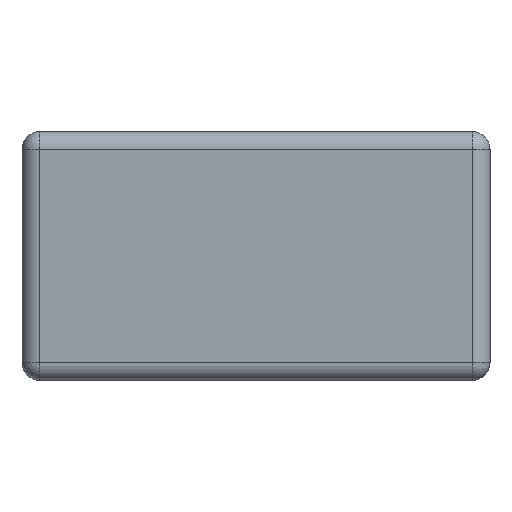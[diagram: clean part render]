
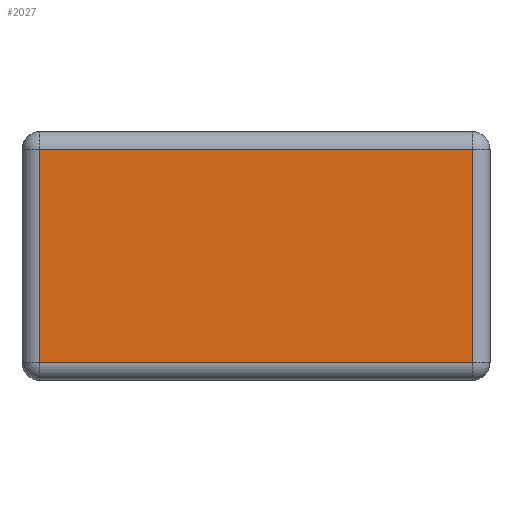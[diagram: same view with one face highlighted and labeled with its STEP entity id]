
A CAD part, left-side view. The second image highlights one B-rep face of the part: STEP entity #2027.
In plain terms, the highlighted planar face has unit normal (-1, 0, 0).
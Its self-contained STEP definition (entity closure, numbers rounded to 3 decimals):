
#195=PLANE('',#2164);
#310=FACE_OUTER_BOUND('',#433,.T.);
#433=EDGE_LOOP('',(#1790,#1791,#1792,#1793));
#578=LINE('',#3703,#737);
#580=LINE('',#3713,#739);
#585=LINE('',#3730,#744);
#587=LINE('',#3733,#746);
#737=VECTOR('',#2495,10.);
#739=VECTOR('',#2507,10.);
#744=VECTOR('',#2526,10.);
#746=VECTOR('',#2530,10.);
#953=VERTEX_POINT('',#3683);
#957=VERTEX_POINT('',#3691);
#961=VERTEX_POINT('',#3706);
#968=VERTEX_POINT('',#3725);
#1225=EDGE_CURVE('',#953,#957,#578,.T.);
#1230=EDGE_CURVE('',#961,#953,#580,.T.);
#1239=EDGE_CURVE('',#957,#968,#585,.T.);
#1241=EDGE_CURVE('',#968,#961,#587,.T.);
#1790=ORIENTED_EDGE('',*,*,#1225,.F.);
#1791=ORIENTED_EDGE('',*,*,#1230,.F.);
#1792=ORIENTED_EDGE('',*,*,#1241,.F.);
#1793=ORIENTED_EDGE('',*,*,#1239,.F.);
#2027=ADVANCED_FACE('',(#310),#195,.T.);
#2164=AXIS2_PLACEMENT_3D('',#3750,#2549,#2550);
#2495=DIRECTION('',(0.,1.,0.));
#2507=DIRECTION('',(0.,0.,-1.));
#2526=DIRECTION('',(0.,0.,1.));
#2530=DIRECTION('',(0.,-1.,0.));
#2549=DIRECTION('center_axis',(-1.,0.,0.));
#2550=DIRECTION('ref_axis',(0.,-1.,0.));
#3683=CARTESIAN_POINT('',(-1.6,-0.74,0.06));
#3691=CARTESIAN_POINT('',(-1.6,0.74,0.06));
#3703=CARTESIAN_POINT('',(-1.6,0.4,0.06));
#3706=CARTESIAN_POINT('',(-1.6,-0.74,0.79));
#3713=CARTESIAN_POINT('',(-1.6,-0.74,0.));
#3725=CARTESIAN_POINT('',(-1.6,0.74,0.79));
#3730=CARTESIAN_POINT('',(-1.6,0.74,0.));
#3733=CARTESIAN_POINT('',(-1.6,0.4,0.79));
#3750=CARTESIAN_POINT('Origin',(-1.6,0.8,0.));
